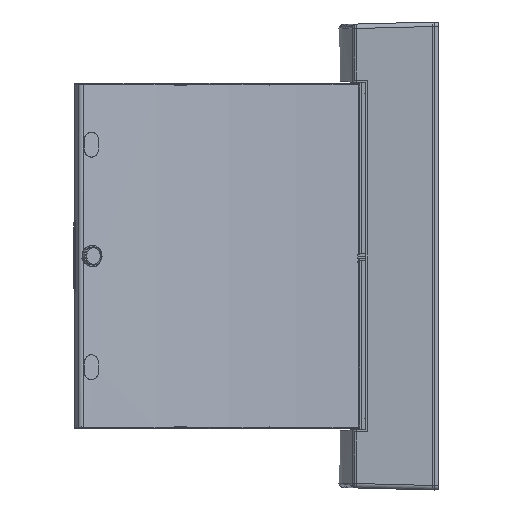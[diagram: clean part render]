
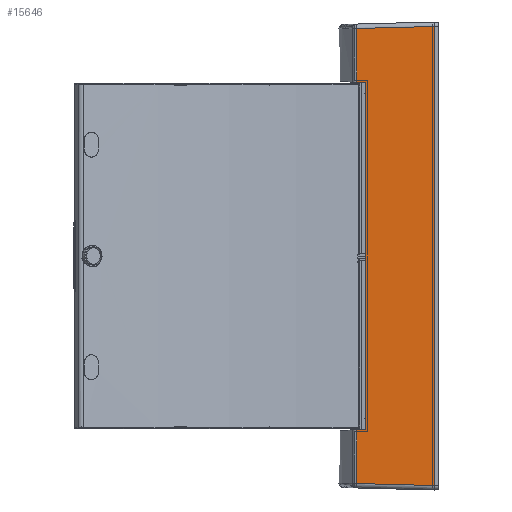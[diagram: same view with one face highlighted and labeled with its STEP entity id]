
A CAD part, left-side view. The second image highlights one B-rep face of the part: STEP entity #15646.
In plain terms, the highlighted planar face has unit normal (-1, 0.026, 0).
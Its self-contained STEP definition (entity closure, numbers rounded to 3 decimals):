
#1907=ORIENTED_EDGE('',*,*,#6215,.T.);
#1908=ORIENTED_EDGE('',*,*,#6350,.F.);
#1909=ORIENTED_EDGE('',*,*,#6351,.F.);
#1910=ORIENTED_EDGE('',*,*,#6352,.T.);
#1911=ORIENTED_EDGE('',*,*,#6342,.T.);
#1912=ORIENTED_EDGE('',*,*,#6353,.T.);
#1913=ORIENTED_EDGE('',*,*,#6192,.F.);
#1914=ORIENTED_EDGE('',*,*,#6202,.F.);
#6192=EDGE_CURVE('',#8470,#8472,#10013,.T.);
#6202=EDGE_CURVE('',#8477,#8470,#10016,.T.);
#6215=EDGE_CURVE('',#8477,#8484,#10024,.T.);
#6342=EDGE_CURVE('',#8559,#8562,#10127,.T.);
#6350=EDGE_CURVE('',#8566,#8484,#10129,.T.);
#6351=EDGE_CURVE('',#8567,#8566,#10130,.T.);
#6352=EDGE_CURVE('',#8567,#8559,#10131,.T.);
#6353=EDGE_CURVE('',#8562,#8472,#10132,.T.);
#8470=VERTEX_POINT('',#23441);
#8472=VERTEX_POINT('',#23444);
#8477=VERTEX_POINT('',#23503);
#8484=VERTEX_POINT('',#23543);
#8559=VERTEX_POINT('',#23864);
#8562=VERTEX_POINT('',#23872);
#8566=VERTEX_POINT('',#23926);
#8567=VERTEX_POINT('',#23928);
#10013=LINE('',#23443,#11439);
#10016=LINE('',#23502,#11442);
#10024=LINE('',#23544,#11450);
#10127=LINE('',#23873,#11553);
#10129=LINE('',#23925,#11555);
#10130=LINE('',#23927,#11556);
#10131=LINE('',#23929,#11557);
#10132=LINE('',#23930,#11558);
#11439=VECTOR('',#18541,1000.);
#11442=VECTOR('',#18560,1000.);
#11450=VECTOR('',#18574,1000.);
#11553=VECTOR('',#18803,1000.);
#11555=VECTOR('',#18821,1000.);
#11556=VECTOR('',#18822,1000.);
#11557=VECTOR('',#18823,1000.);
#11558=VECTOR('',#18824,1000.);
#12861=EDGE_LOOP('',(#1907,#1908,#1909,#1910,#1911,#1912,#1913,#1914));
#13960=FACE_BOUND('',#12861,.T.);
#15006=PLANE('',#16736);
#15646=ADVANCED_FACE('',(#13960),#15006,.T.);
#16736=AXIS2_PLACEMENT_3D('',#23924,#18819,#18820);
#18541=DIRECTION('',(-0.026,-0.999,0.026));
#18560=DIRECTION('',(0.,0.,1.));
#18574=DIRECTION('',(-0.026,-0.999,-0.026));
#18803=DIRECTION('',(-0.026,-0.999,-0.026));
#18819=DIRECTION('',(-1.,0.026,0.));
#18820=DIRECTION('',(-0.026,-1.,0.));
#18821=DIRECTION('',(0.,0.,1.));
#18822=DIRECTION('',(-0.026,-0.999,0.026));
#18823=DIRECTION('',(0.,0.,-1.));
#18824=DIRECTION('',(0.,0.,1.));
#23441=CARTESIAN_POINT('',(-195.612,87.393,255.513));
#23443=CARTESIAN_POINT('',(-197.903,-0.131,257.805));
#23444=CARTESIAN_POINT('',(-197.9,0.,257.802));
#23502=CARTESIAN_POINT('',(-195.612,87.393,262.8));
#23503=CARTESIAN_POINT('',(-195.612,87.393,195.272));
#23543=CARTESIAN_POINT('',(-195.884,77.002,195.));
#23544=CARTESIAN_POINT('',(-195.816,79.569,195.067));
#23864=CARTESIAN_POINT('',(-195.612,87.393,-255.513));
#23872=CARTESIAN_POINT('',(-197.9,0.,-257.802));
#23873=CARTESIAN_POINT('',(-197.903,-0.131,-257.805));
#23924=CARTESIAN_POINT('',(-195.503,91.55,-262.8));
#23925=CARTESIAN_POINT('',(-195.884,77.002,-195.));
#23926=CARTESIAN_POINT('',(-195.884,77.002,-195.));
#23927=CARTESIAN_POINT('',(-195.884,77.002,-195.));
#23928=CARTESIAN_POINT('',(-195.612,87.393,-195.272));
#23929=CARTESIAN_POINT('',(-195.612,87.393,-262.8));
#23930=CARTESIAN_POINT('',(-197.9,0.,-262.8));
